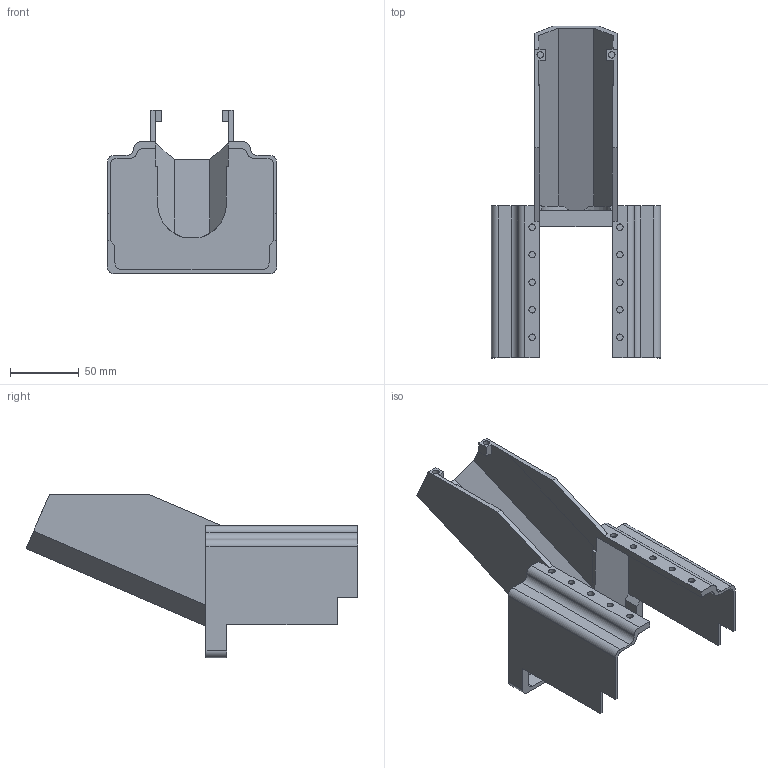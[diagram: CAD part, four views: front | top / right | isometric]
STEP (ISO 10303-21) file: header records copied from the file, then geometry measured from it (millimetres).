
FILE_DESCRIPTION(/* description */ (''),/* implementation_level */ '2;1');
FILE_NAME(/* name */ 'Cover^2.stp',/* time_stamp */ '2025-03-06T15:20:49-05:00',/* author */ ('mayhe'),/* organization */ (''),/* preprocessor_version */ 'ST-DEVELOPER v20',/* originating_system */ 'Autodesk Inventor 2025',/* authorisation */ '');
FILE_SCHEMA (('AUTOMOTIVE_DESIGN { 1 0 10303 214 3 1 1 }'));
Length unit declared in the file: millimetre
Products named in the file (1): Cover^2
Bounding box: 123 x 241.32 x 118.96 mm (x, y, z)
Volume: 165189.5 mm3; surface area: 108400.3 mm2
Topology: 1 solids, 1 shells, 104 faces, 266 edges, 176 vertices
Faces by surface type: plane 74, cylinder 30
Full cylindrical faces by diameter (mm): 4.75 x12
Entity records: 3183 total; most frequent: CARTESIAN_POINT 547, DIRECTION 538, ORIENTED_EDGE 532, EDGE_CURVE 266, LINE 204, VECTOR 204, VERTEX_POINT 176, AXIS2_PLACEMENT_3D 167
